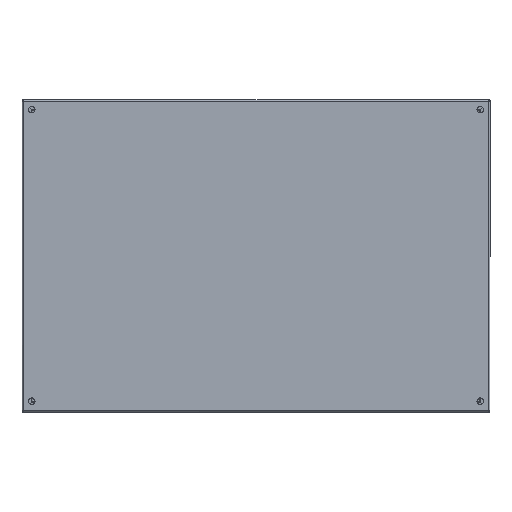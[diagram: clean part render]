
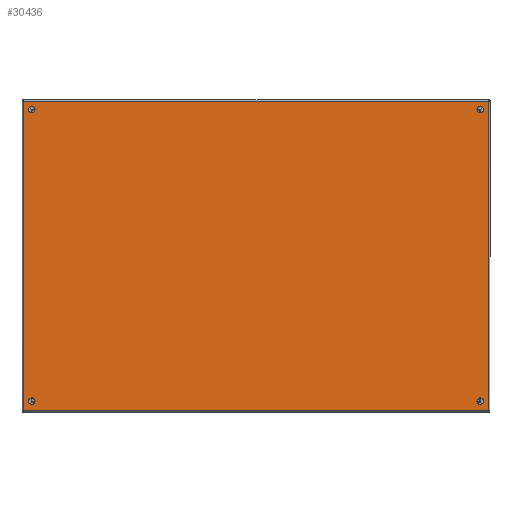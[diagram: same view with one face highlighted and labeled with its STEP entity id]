
A CAD part, top view. The second image highlights one B-rep face of the part: STEP entity #30436.
In plain terms, the highlighted face is planar.
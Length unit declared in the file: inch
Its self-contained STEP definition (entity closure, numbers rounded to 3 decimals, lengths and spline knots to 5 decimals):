
#951 = CARTESIAN_POINT ( 'NONE',  ( 0., 0.75, 11.25 ) ) ;
#1152 = CARTESIAN_POINT ( 'NONE',  ( 0., 1., -11.17789 ) ) ;
#1204 = CIRCLE ( 'NONE', #30613, 0.25 ) ;
#1348 = ORIENTED_EDGE ( 'NONE', *, *, #2485, .F. ) ;
#1429 = DIRECTION ( 'NONE',  ( 0., 1., 0. ) ) ;
#1949 = CIRCLE ( 'NONE', #15395, 0.25 ) ;
#2079 = VERTEX_POINT ( 'NONE', #37923 ) ;
#2194 = VERTEX_POINT ( 'NONE', #8961 ) ;
#2335 = EDGE_CURVE ( 'NONE', #27044, #17203, #10184, .T. ) ;
#2485 = EDGE_CURVE ( 'NONE', #2194, #2079, #8553, .T. ) ;
#2545 = CARTESIAN_POINT ( 'NONE',  ( 0., 35.892, -11.892 ) ) ;
#3223 = EDGE_LOOP ( 'NONE', ( #22478, #44472 ) ) ;
#3482 = AXIS2_PLACEMENT_3D ( 'NONE', #20222, #9031, #19205 ) ;
#4407 = EDGE_CURVE ( 'NONE', #2079, #28237, #22030, .T. ) ;
#4528 = EDGE_CURVE ( 'NONE', #28237, #17036, #12507, .T. ) ;
#4831 = DIRECTION ( 'NONE',  ( 0., 1., 0. ) ) ;
#5448 = VERTEX_POINT ( 'NONE', #24443 ) ;
#5679 = CARTESIAN_POINT ( 'NONE',  ( 0., 35.5, -11.17789 ) ) ;
#6341 = FACE_BOUND ( 'NONE', #6568, .T. ) ;
#6568 = EDGE_LOOP ( 'NONE', ( #10436, #41097 ) ) ;
#7494 = DIRECTION ( 'NONE',  ( -1., 0., 0. ) ) ;
#8318 = DIRECTION ( 'NONE',  ( 0., 0., -1. ) ) ;
#8553 = LINE ( 'NONE', #43263, #41945 ) ;
#8961 = CARTESIAN_POINT ( 'NONE',  ( 0., 0.108, 11.892 ) ) ;
#9031 = DIRECTION ( 'NONE',  ( -1., 0., 0. ) ) ;
#10049 = DIRECTION ( 'NONE',  ( 0., 1., 0. ) ) ;
#10050 = DIRECTION ( 'NONE',  ( 0., -1., 0. ) ) ;
#10184 = CIRCLE ( 'NONE', #38943, 0.25 ) ;
#10436 = ORIENTED_EDGE ( 'NONE', *, *, #48551, .F. ) ;
#10543 = FACE_BOUND ( 'NONE', #3223, .T. ) ;
#10678 = CARTESIAN_POINT ( 'NONE',  ( 0., 35.25, -11.17789 ) ) ;
#11969 = VERTEX_POINT ( 'NONE', #13502 ) ;
#11990 = ORIENTED_EDGE ( 'NONE', *, *, #31423, .F. ) ;
#12507 = LINE ( 'NONE', #46326, #47729 ) ;
#12908 = EDGE_CURVE ( 'NONE', #25872, #13474, #29188, .T. ) ;
#13110 = LINE ( 'NONE', #15848, #27653 ) ;
#13474 = VERTEX_POINT ( 'NONE', #1152 ) ;
#13502 = CARTESIAN_POINT ( 'NONE',  ( 0., 1., 11.25 ) ) ;
#13590 = ORIENTED_EDGE ( 'NONE', *, *, #41862, .F. ) ;
#14221 = DIRECTION ( 'NONE',  ( -1., 0., 0. ) ) ;
#14976 = CIRCLE ( 'NONE', #46944, 0.25 ) ;
#15395 = AXIS2_PLACEMENT_3D ( 'NONE', #951, #27790, #1429 ) ;
#15540 = EDGE_LOOP ( 'NONE', ( #1348, #11990, #37245, #18082 ) ) ;
#15613 = CARTESIAN_POINT ( 'NONE',  ( 0., 35.892, 11.892 ) ) ;
#15730 = CARTESIAN_POINT ( 'NONE',  ( 0., 35.25, 11.25 ) ) ;
#15848 = CARTESIAN_POINT ( 'NONE',  ( 0., 0.072, 11.892 ) ) ;
#16583 = CIRCLE ( 'NONE', #39777, 0.25 ) ;
#17036 = VERTEX_POINT ( 'NONE', #15613 ) ;
#17203 = VERTEX_POINT ( 'NONE', #5679 ) ;
#18082 = ORIENTED_EDGE ( 'NONE', *, *, #4407, .F. ) ;
#18296 = CARTESIAN_POINT ( 'NONE',  ( 0., 0.5, -11.17789 ) ) ;
#19011 = CARTESIAN_POINT ( 'NONE',  ( 0., 0.072, -11.892 ) ) ;
#19205 = DIRECTION ( 'NONE',  ( 0., 1., 0. ) ) ;
#20222 = CARTESIAN_POINT ( 'NONE',  ( 0., 0.75, 11.25 ) ) ;
#21240 = DIRECTION ( 'NONE',  ( -1., 0., 0. ) ) ;
#21540 = EDGE_CURVE ( 'NONE', #21553, #11969, #36909, .T. ) ;
#21553 = VERTEX_POINT ( 'NONE', #47950 ) ;
#22030 = LINE ( 'NONE', #19011, #38113 ) ;
#22478 = ORIENTED_EDGE ( 'NONE', *, *, #29482, .F. ) ;
#23993 = DIRECTION ( 'NONE',  ( 0., 0., 1. ) ) ;
#24238 = CIRCLE ( 'NONE', #27438, 0.25 ) ;
#24443 = CARTESIAN_POINT ( 'NONE',  ( 0., 35.5, 11.25 ) ) ;
#24934 = EDGE_CURVE ( 'NONE', #35721, #5448, #1204, .T. ) ;
#25575 = EDGE_LOOP ( 'NONE', ( #27183, #38192 ) ) ;
#25872 = VERTEX_POINT ( 'NONE', #18296 ) ;
#26132 = DIRECTION ( 'NONE',  ( 0., 1., 0. ) ) ;
#27044 = VERTEX_POINT ( 'NONE', #39054 ) ;
#27183 = ORIENTED_EDGE ( 'NONE', *, *, #46114, .F. ) ;
#27438 = AXIS2_PLACEMENT_3D ( 'NONE', #29082, #37107, #48114 ) ;
#27653 = VECTOR ( 'NONE', #46668, 39.37008 ) ;
#27790 = DIRECTION ( 'NONE',  ( -1., 0., 0. ) ) ;
#28237 = VERTEX_POINT ( 'NONE', #2545 ) ;
#28472 = ORIENTED_EDGE ( 'NONE', *, *, #2335, .F. ) ;
#29082 = CARTESIAN_POINT ( 'NONE',  ( 0., 0.75, -11.17789 ) ) ;
#29188 = CIRCLE ( 'NONE', #36358, 0.25 ) ;
#29433 = DIRECTION ( 'NONE',  ( 0., 1., 0. ) ) ;
#29482 = EDGE_CURVE ( 'NONE', #11969, #21553, #1949, .T. ) ;
#29792 = DIRECTION ( 'NONE',  ( 0., 1., 0. ) ) ;
#30436 = ADVANCED_FACE ( 'NONE', ( #10543, #48293, #6341, #44810, #36467 ), #44336, .F. ) ;
#30613 = AXIS2_PLACEMENT_3D ( 'NONE', #41040, #21240, #10049 ) ;
#30849 = DIRECTION ( 'NONE',  ( 0., 1., 0. ) ) ;
#31423 = EDGE_CURVE ( 'NONE', #17036, #2194, #13110, .T. ) ;
#34118 = DIRECTION ( 'NONE',  ( -1., 0., 0. ) ) ;
#35721 = VERTEX_POINT ( 'NONE', #36655 ) ;
#35747 = EDGE_LOOP ( 'NONE', ( #13590, #28472 ) ) ;
#36358 = AXIS2_PLACEMENT_3D ( 'NONE', #49215, #7494, #26132 ) ;
#36467 = FACE_BOUND ( 'NONE', #35747, .T. ) ;
#36655 = CARTESIAN_POINT ( 'NONE',  ( 0., 35., 11.25 ) ) ;
#36909 = CIRCLE ( 'NONE', #3482, 0.25 ) ;
#37107 = DIRECTION ( 'NONE',  ( -1., 0., 0. ) ) ;
#37245 = ORIENTED_EDGE ( 'NONE', *, *, #4528, .F. ) ;
#37923 = CARTESIAN_POINT ( 'NONE',  ( 0., 0.108, -11.892 ) ) ;
#38113 = VECTOR ( 'NONE', #29792, 39.37008 ) ;
#38192 = ORIENTED_EDGE ( 'NONE', *, *, #12908, .F. ) ;
#38943 = AXIS2_PLACEMENT_3D ( 'NONE', #10678, #34118, #30849 ) ;
#39054 = CARTESIAN_POINT ( 'NONE',  ( 0., 35., -11.17789 ) ) ;
#39777 = AXIS2_PLACEMENT_3D ( 'NONE', #15730, #46535, #4831 ) ;
#40036 = DIRECTION ( 'NONE',  ( 1., 0., 0. ) ) ;
#41040 = CARTESIAN_POINT ( 'NONE',  ( 0., 35.25, 11.25 ) ) ;
#41042 = CARTESIAN_POINT ( 'NONE',  ( 0., 0.072, 11.928 ) ) ;
#41097 = ORIENTED_EDGE ( 'NONE', *, *, #24934, .F. ) ;
#41862 = EDGE_CURVE ( 'NONE', #17203, #27044, #14976, .T. ) ;
#41945 = VECTOR ( 'NONE', #8318, 39.37008 ) ;
#42778 = AXIS2_PLACEMENT_3D ( 'NONE', #41042, #40036, #10050 ) ;
#43263 = CARTESIAN_POINT ( 'NONE',  ( 0., 0.108, 11.928 ) ) ;
#44336 = PLANE ( 'NONE',  #42778 ) ;
#44472 = ORIENTED_EDGE ( 'NONE', *, *, #21540, .F. ) ;
#44810 = FACE_BOUND ( 'NONE', #25575, .T. ) ;
#46114 = EDGE_CURVE ( 'NONE', #13474, #25872, #24238, .T. ) ;
#46326 = CARTESIAN_POINT ( 'NONE',  ( 0., 35.892, 11.928 ) ) ;
#46535 = DIRECTION ( 'NONE',  ( -1., 0., 0. ) ) ;
#46668 = DIRECTION ( 'NONE',  ( 0., -1., 0. ) ) ;
#46944 = AXIS2_PLACEMENT_3D ( 'NONE', #48484, #14221, #29433 ) ;
#47729 = VECTOR ( 'NONE', #23993, 39.37008 ) ;
#47950 = CARTESIAN_POINT ( 'NONE',  ( 0., 0.5, 11.25 ) ) ;
#48114 = DIRECTION ( 'NONE',  ( 0., 1., 0. ) ) ;
#48293 = FACE_OUTER_BOUND ( 'NONE', #15540, .T. ) ;
#48484 = CARTESIAN_POINT ( 'NONE',  ( 0., 35.25, -11.17789 ) ) ;
#48551 = EDGE_CURVE ( 'NONE', #5448, #35721, #16583, .T. ) ;
#49215 = CARTESIAN_POINT ( 'NONE',  ( 0., 0.75, -11.17789 ) ) ;
